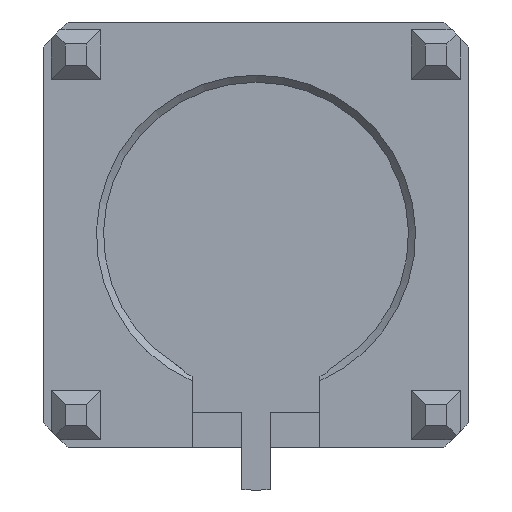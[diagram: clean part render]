
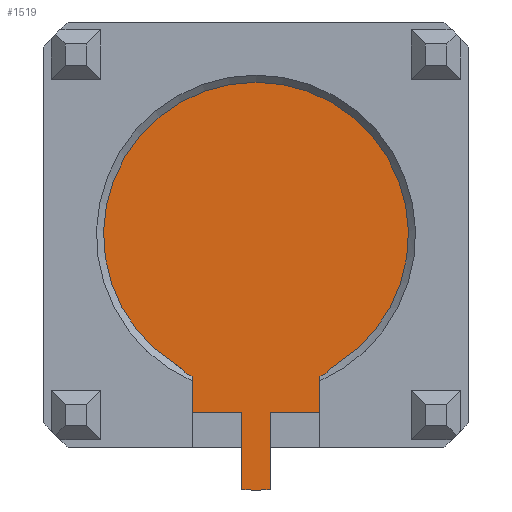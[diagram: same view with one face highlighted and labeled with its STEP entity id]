
A CAD part, front view. The second image highlights one B-rep face of the part: STEP entity #1519.
In plain terms, the highlighted planar face has unit normal (0, -1, 0).
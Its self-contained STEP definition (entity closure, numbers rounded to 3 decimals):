
#20 = VECTOR ( 'NONE', #1353, 1000. ) ;
#29 = VERTEX_POINT ( 'NONE', #1229 ) ;
#32 = CARTESIAN_POINT ( 'NONE',  ( 0.9, -4.04, 3.001 ) ) ;
#57 = VECTOR ( 'NONE', #1124, 1000. ) ;
#236 = CIRCLE ( 'NONE', #2130, 0.5 ) ;
#239 = EDGE_CURVE ( 'NONE', #2166, #2472, #2477, .T. ) ;
#267 = CARTESIAN_POINT ( 'NONE',  ( 0., -4.04, 2.15 ) ) ;
#284 = ORIENTED_EDGE ( 'NONE', *, *, #1456, .F. ) ;
#332 = CARTESIAN_POINT ( 'NONE',  ( 1.136, -4.04, -1.825 ) ) ;
#356 = EDGE_CURVE ( 'NONE', #1264, #2958, #501, .T. ) ;
#378 = LINE ( 'NONE', #2799, #978 ) ;
#464 = VECTOR ( 'NONE', #710, 1000. ) ;
#465 = ORIENTED_EDGE ( 'NONE', *, *, #2692, .F. ) ;
#486 = DIRECTION ( 'NONE',  ( 0., 0., -1. ) ) ;
#495 = CIRCLE ( 'NONE', #2306, 0.5 ) ;
#501 = CIRCLE ( 'NONE', #1021, 2.19 ) ;
#513 = DIRECTION ( 'NONE',  ( 0., 1., 0. ) ) ;
#520 = DIRECTION ( 'NONE',  ( 0., 1., 0. ) ) ;
#521 = CARTESIAN_POINT ( 'NONE',  ( -0.9, -4.04, -2.5 ) ) ;
#525 = VERTEX_POINT ( 'NONE', #1096 ) ;
#534 = CARTESIAN_POINT ( 'NONE',  ( 0., -4.04, 0. ) ) ;
#570 = EDGE_CURVE ( 'NONE', #2982, #525, #495, .T. ) ;
#581 = ORIENTED_EDGE ( 'NONE', *, *, #3124, .F. ) ;
#649 = DIRECTION ( 'NONE',  ( 0., 1., 0. ) ) ;
#654 = ORIENTED_EDGE ( 'NONE', *, *, #2567, .F. ) ;
#710 = DIRECTION ( 'NONE',  ( 0., 0., -1. ) ) ;
#719 = VERTEX_POINT ( 'NONE', #3094 ) ;
#731 = ORIENTED_EDGE ( 'NONE', *, *, #1000, .F. ) ;
#738 = ORIENTED_EDGE ( 'NONE', *, *, #1404, .T. ) ;
#754 = LINE ( 'NONE', #3219, #57 ) ;
#853 = EDGE_LOOP ( 'NONE', ( #1178, #654, #465, #2672, #731, #3029, #1642, #738, #3285, #2333, #581, #284, #2874 ) ) ;
#879 = LINE ( 'NONE', #1305, #2210 ) ;
#883 = CARTESIAN_POINT ( 'NONE',  ( -0.9, -4.04, -1.997 ) ) ;
#885 = FACE_OUTER_BOUND ( 'NONE', #853, .T. ) ;
#974 = EDGE_CURVE ( 'NONE', #719, #29, #2320, .T. ) ;
#978 = VECTOR ( 'NONE', #1497, 1000. ) ;
#1000 = EDGE_CURVE ( 'NONE', #2166, #525, #3005, .T. ) ;
#1015 = DIRECTION ( 'NONE',  ( 0., -1., 0. ) ) ;
#1021 = AXIS2_PLACEMENT_3D ( 'NONE', #2337, #2375, #2362 ) ;
#1096 = CARTESIAN_POINT ( 'NONE',  ( -1.002, -4.04, -1.947 ) ) ;
#1103 = CARTESIAN_POINT ( 'NONE',  ( 0.2, -4.04, -2. ) ) ;
#1111 = DIRECTION ( 'NONE',  ( 0., 1., 0. ) ) ;
#1112 = VERTEX_POINT ( 'NONE', #267 ) ;
#1124 = DIRECTION ( 'NONE',  ( -1., 0., 0. ) ) ;
#1138 = DIRECTION ( 'NONE',  ( -1., 0., 0. ) ) ;
#1149 = AXIS2_PLACEMENT_3D ( 'NONE', #32, #1015, #486 ) ;
#1178 = ORIENTED_EDGE ( 'NONE', *, *, #3228, .T. ) ;
#1229 = CARTESIAN_POINT ( 'NONE',  ( 0.2, -4.04, -2.5 ) ) ;
#1241 = DIRECTION ( 'NONE',  ( 0., 0., 1. ) ) ;
#1264 = VERTEX_POINT ( 'NONE', #1393 ) ;
#1305 = CARTESIAN_POINT ( 'NONE',  ( -0.2, -4.04, -2. ) ) ;
#1353 = DIRECTION ( 'NONE',  ( 0., 0., -1. ) ) ;
#1358 = VERTEX_POINT ( 'NONE', #332 ) ;
#1376 = CARTESIAN_POINT ( 'NONE',  ( 0., -4.04, 0. ) ) ;
#1393 = CARTESIAN_POINT ( 'NONE',  ( 1.002, -4.04, -1.947 ) ) ;
#1404 = EDGE_CURVE ( 'NONE', #2508, #2767, #879, .T. ) ;
#1409 = CARTESIAN_POINT ( 'NONE',  ( -1.4, -4.04, -2.25 ) ) ;
#1456 = EDGE_CURVE ( 'NONE', #2958, #3331, #2895, .T. ) ;
#1497 = DIRECTION ( 'NONE',  ( -1., 0., 0. ) ) ;
#1519 = ADVANCED_FACE ( 'NONE', ( #885 ), #2561, .T. ) ;
#1536 = CARTESIAN_POINT ( 'NONE',  ( 0., -4.04, 0. ) ) ;
#1617 = VECTOR ( 'NONE', #1241, 1000. ) ;
#1642 = ORIENTED_EDGE ( 'NONE', *, *, #1992, .F. ) ;
#1645 = DIRECTION ( 'NONE',  ( 0., 0., -1. ) ) ;
#1803 = DIRECTION ( 'NONE',  ( 1., 0., 0. ) ) ;
#1933 = CARTESIAN_POINT ( 'NONE',  ( 0.9, -4.04, 3.001 ) ) ;
#1992 = EDGE_CURVE ( 'NONE', #2508, #2472, #754, .T. ) ;
#2097 = CARTESIAN_POINT ( 'NONE',  ( 1.4, -4.04, -2.25 ) ) ;
#2108 = CIRCLE ( 'NONE', #2795, 2.15 ) ;
#2130 = AXIS2_PLACEMENT_3D ( 'NONE', #2097, #520, #2370 ) ;
#2166 = VERTEX_POINT ( 'NONE', #883 ) ;
#2167 = DIRECTION ( 'NONE',  ( 0., 0., -1. ) ) ;
#2210 = VECTOR ( 'NONE', #2167, 1000. ) ;
#2230 = CIRCLE ( 'NONE', #3022, 3.6 ) ;
#2232 = CARTESIAN_POINT ( 'NONE',  ( 0., -4.04, 0. ) ) ;
#2262 = CARTESIAN_POINT ( 'NONE',  ( -0.9, -4.04, 3.001 ) ) ;
#2263 = CARTESIAN_POINT ( 'NONE',  ( -0.2, -4.04, -3.594 ) ) ;
#2306 = AXIS2_PLACEMENT_3D ( 'NONE', #1409, #1111, #1138 ) ;
#2320 = LINE ( 'NONE', #1103, #1617 ) ;
#2333 = ORIENTED_EDGE ( 'NONE', *, *, #974, .T. ) ;
#2337 = CARTESIAN_POINT ( 'NONE',  ( 0., -4.04, 0. ) ) ;
#2362 = DIRECTION ( 'NONE',  ( 0., 0., 1. ) ) ;
#2370 = DIRECTION ( 'NONE',  ( -1., 0., 0. ) ) ;
#2375 = DIRECTION ( 'NONE',  ( 0., 1., 0. ) ) ;
#2446 = AXIS2_PLACEMENT_3D ( 'NONE', #534, #513, #3342 ) ;
#2472 = VERTEX_POINT ( 'NONE', #521 ) ;
#2477 = LINE ( 'NONE', #2262, #464 ) ;
#2488 = DIRECTION ( 'NONE',  ( 0., 0., -1. ) ) ;
#2508 = VERTEX_POINT ( 'NONE', #3160 ) ;
#2561 = PLANE ( 'NONE',  #1149 ) ;
#2567 = EDGE_CURVE ( 'NONE', #1112, #1358, #2108, .T. ) ;
#2570 = CARTESIAN_POINT ( 'NONE',  ( -1.136, -4.04, -1.825 ) ) ;
#2672 = ORIENTED_EDGE ( 'NONE', *, *, #570, .T. ) ;
#2692 = EDGE_CURVE ( 'NONE', #2982, #1112, #2752, .T. ) ;
#2752 = CIRCLE ( 'NONE', #2908, 2.15 ) ;
#2767 = VERTEX_POINT ( 'NONE', #2263 ) ;
#2795 = AXIS2_PLACEMENT_3D ( 'NONE', #1376, #3211, #1645 ) ;
#2799 = CARTESIAN_POINT ( 'NONE',  ( 0.9, -4.04, -2.5 ) ) ;
#2874 = ORIENTED_EDGE ( 'NONE', *, *, #356, .F. ) ;
#2895 = LINE ( 'NONE', #1933, #20 ) ;
#2908 = AXIS2_PLACEMENT_3D ( 'NONE', #2232, #649, #2488 ) ;
#2958 = VERTEX_POINT ( 'NONE', #3354 ) ;
#2973 = CARTESIAN_POINT ( 'NONE',  ( 0.9, -4.04, -2.5 ) ) ;
#2977 = EDGE_CURVE ( 'NONE', #2767, #719, #2230, .T. ) ;
#2982 = VERTEX_POINT ( 'NONE', #2570 ) ;
#3005 = CIRCLE ( 'NONE', #2446, 2.19 ) ;
#3022 = AXIS2_PLACEMENT_3D ( 'NONE', #1536, #3367, #1803 ) ;
#3029 = ORIENTED_EDGE ( 'NONE', *, *, #239, .T. ) ;
#3094 = CARTESIAN_POINT ( 'NONE',  ( 0.2, -4.04, -3.594 ) ) ;
#3124 = EDGE_CURVE ( 'NONE', #3331, #29, #378, .T. ) ;
#3160 = CARTESIAN_POINT ( 'NONE',  ( -0.2, -4.04, -2.5 ) ) ;
#3211 = DIRECTION ( 'NONE',  ( 0., 1., 0. ) ) ;
#3219 = CARTESIAN_POINT ( 'NONE',  ( 0.9, -4.04, -2.5 ) ) ;
#3228 = EDGE_CURVE ( 'NONE', #1264, #1358, #236, .T. ) ;
#3285 = ORIENTED_EDGE ( 'NONE', *, *, #2977, .T. ) ;
#3331 = VERTEX_POINT ( 'NONE', #2973 ) ;
#3342 = DIRECTION ( 'NONE',  ( 0., 0., 1. ) ) ;
#3354 = CARTESIAN_POINT ( 'NONE',  ( 0.9, -4.04, -1.997 ) ) ;
#3367 = DIRECTION ( 'NONE',  ( 0., -1., 0. ) ) ;
